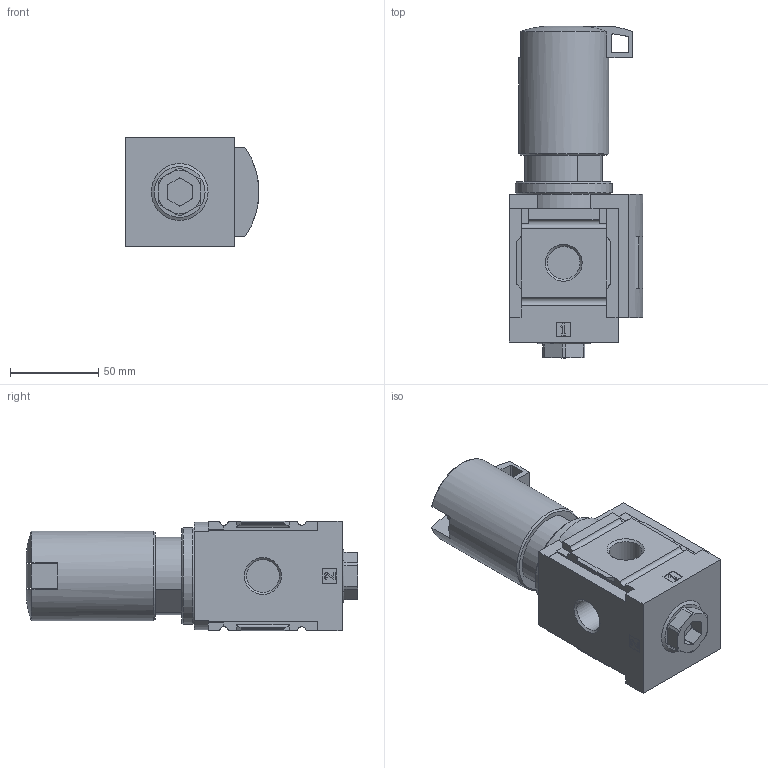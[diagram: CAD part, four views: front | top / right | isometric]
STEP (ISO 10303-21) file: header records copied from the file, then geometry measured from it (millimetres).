
FILE_DESCRIPTION(/* description */ ('STEP AP214'),/* implementation_level */ '2;1');
FILE_NAME(/* name */ '530334_MS6-LRB-1_2-D7-AS',/* time_stamp */ '2024-09-10T19:49:48+02:00',/* author */ ('License CC BY-ND 4.0'),/* organization */ ('CADENAS'),/* preprocessor_version */ 'ST-DEVELOPER v19.3',/* originating_system */ 'PARTsolutions',/* authorisation */ ' ');
FILE_SCHEMA (('AUTOMOTIVE_DESIGN {1 0 10303 214 3 1 1}'));
Length unit declared in the file: millimetre
Products named in the file (3): 530334 MS6-LRB-1/2-D7-AS; 527665 MS6-LRB-1/2-D7-AS0D; 651849 MS-LR-20
Assembly tree (2 placements, depth 2):
  530334 MS6-LRB-1/2-D7-AS
    527665 MS6-LRB-1/2-D7-AS0D
    651849 MS-LR-20
Bounding box: 76 x 188.5 x 62 mm (x, y, z)
Volume: 519750.3 mm3; surface area: 60250 mm2
Topology: 2 solids, 2 shells, 226 faces, 597 edges, 391 vertices
Faces by surface type: plane 161, cylinder 41, cone 20, torus 4
Full cylindrical faces by diameter (mm): 18.631 x3, 42.917 x1, 51 x1, 55 x1
Entity records: 8470 total; most frequent: CARTESIAN_POINT 1291, ORIENTED_EDGE 1156, DIRECTION 1124, EDGE_CURVE 578, LINE 430, VECTOR 430, VERTEX_POINT 390, AXIS2_PLACEMENT_3D 347
